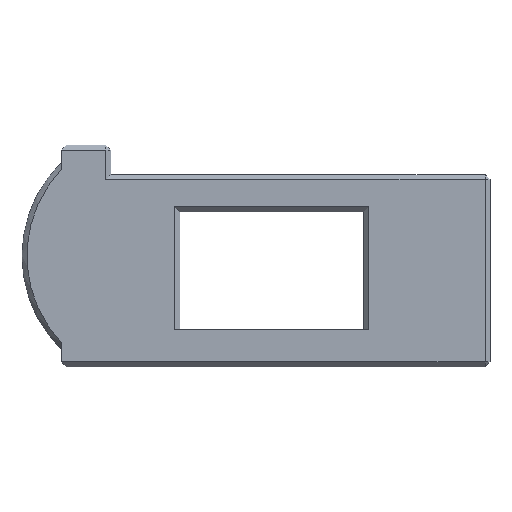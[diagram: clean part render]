
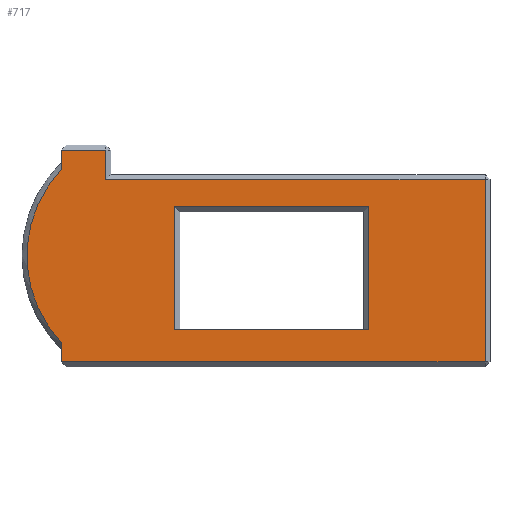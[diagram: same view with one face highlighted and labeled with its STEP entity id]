
A CAD part, left-side view. The second image highlights one B-rep face of the part: STEP entity #717.
In plain terms, the highlighted planar face has unit normal (-1, 0, 0).
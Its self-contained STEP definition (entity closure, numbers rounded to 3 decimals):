
#23=FACE_BOUND('',#114,.T.);
#26=CIRCLE('',#737,12.781);
#68=FACE_OUTER_BOUND('',#113,.T.);
#113=EDGE_LOOP('',(#608,#609,#610,#611,#612,#613,#614,#615));
#114=EDGE_LOOP('',(#616,#617,#618,#619));
#143=LINE('',#1013,#231);
#145=LINE('',#1017,#233);
#147=LINE('',#1021,#235);
#164=LINE('',#1078,#252);
#174=LINE('',#1099,#262);
#179=LINE('',#1109,#267);
#181=LINE('',#1112,#269);
#188=LINE('',#1125,#276);
#203=LINE('',#1150,#291);
#204=LINE('',#1155,#292);
#205=LINE('',#1156,#293);
#231=VECTOR('',#816,10.);
#233=VECTOR('',#820,10.);
#235=VECTOR('',#824,10.);
#252=VECTOR('',#865,10.);
#262=VECTOR('',#881,10.);
#267=VECTOR('',#890,10.);
#269=VECTOR('',#894,10.);
#276=VECTOR('',#909,10.);
#291=VECTOR('',#940,10.);
#292=VECTOR('',#949,10.);
#293=VECTOR('',#950,10.);
#313=VERTEX_POINT('',#1010);
#314=VERTEX_POINT('',#1012);
#315=VERTEX_POINT('',#1016);
#316=VERTEX_POINT('',#1020);
#318=VERTEX_POINT('',#1028);
#321=VERTEX_POINT('',#1035);
#331=VERTEX_POINT('',#1073);
#332=VERTEX_POINT('',#1077);
#336=VERTEX_POINT('',#1086);
#340=VERTEX_POINT('',#1098);
#343=VERTEX_POINT('',#1105);
#345=VERTEX_POINT('',#1124);
#374=EDGE_CURVE('',#313,#314,#143,.T.);
#376=EDGE_CURVE('',#314,#315,#145,.T.);
#378=EDGE_CURVE('',#315,#316,#147,.T.);
#385=EDGE_CURVE('',#321,#318,#26,.T.);
#402=EDGE_CURVE('',#332,#331,#164,.T.);
#412=EDGE_CURVE('',#331,#340,#174,.T.);
#417=EDGE_CURVE('',#340,#343,#179,.T.);
#419=EDGE_CURVE('',#343,#336,#181,.T.);
#426=EDGE_CURVE('',#336,#345,#188,.T.);
#441=EDGE_CURVE('',#332,#318,#203,.T.);
#442=EDGE_CURVE('',#321,#345,#204,.T.);
#443=EDGE_CURVE('',#313,#316,#205,.T.);
#608=ORIENTED_EDGE('',*,*,#442,.T.);
#609=ORIENTED_EDGE('',*,*,#426,.F.);
#610=ORIENTED_EDGE('',*,*,#419,.F.);
#611=ORIENTED_EDGE('',*,*,#417,.F.);
#612=ORIENTED_EDGE('',*,*,#412,.F.);
#613=ORIENTED_EDGE('',*,*,#402,.F.);
#614=ORIENTED_EDGE('',*,*,#441,.T.);
#615=ORIENTED_EDGE('',*,*,#385,.F.);
#616=ORIENTED_EDGE('',*,*,#443,.T.);
#617=ORIENTED_EDGE('',*,*,#378,.F.);
#618=ORIENTED_EDGE('',*,*,#376,.F.);
#619=ORIENTED_EDGE('',*,*,#374,.F.);
#673=PLANE('',#767);
#717=ADVANCED_FACE('',(#68,#23),#673,.T.);
#737=AXIS2_PLACEMENT_3D('',#1039,#834,#835);
#767=AXIS2_PLACEMENT_3D('',#1154,#947,#948);
#816=DIRECTION('',(0.,0.,1.));
#820=DIRECTION('',(0.,1.,0.));
#824=DIRECTION('',(0.,0.,-1.));
#834=DIRECTION('center_axis',(1.,0.,0.));
#835=DIRECTION('ref_axis',(0.,0.699,0.715));
#865=DIRECTION('',(0.,-1.,0.));
#881=DIRECTION('',(0.,0.,-1.));
#890=DIRECTION('',(0.,-1.,0.));
#894=DIRECTION('',(0.,0.,-1.));
#909=DIRECTION('',(0.,1.,0.));
#940=DIRECTION('',(0.,0.,-1.));
#947=DIRECTION('center_axis',(-1.,0.,0.));
#948=DIRECTION('ref_axis',(0.,0.,1.));
#949=DIRECTION('',(0.,0.,-1.));
#950=DIRECTION('',(0.,1.,0.));
#1010=CARTESIAN_POINT('',(-1.5,10.8,90.));
#1012=CARTESIAN_POINT('',(-1.5,10.8,102.5));
#1013=CARTESIAN_POINT('',(-1.5,10.8,99.75));
#1016=CARTESIAN_POINT('',(-1.5,30.5,102.5));
#1017=CARTESIAN_POINT('',(-1.5,26.125,102.5));
#1020=CARTESIAN_POINT('',(-1.5,30.5,90.));
#1021=CARTESIAN_POINT('',(-1.5,30.5,93.75));
#1028=CARTESIAN_POINT('',(-1.5,42.,106.287));
#1035=CARTESIAN_POINT('',(-1.5,42.,88.713));
#1039=CARTESIAN_POINT('Origin',(-1.5,32.719,97.5));
#1073=CARTESIAN_POINT('',(-1.5,37.5,108.25));
#1077=CARTESIAN_POINT('',(-1.5,42.,108.25));
#1078=CARTESIAN_POINT('',(-1.5,29.625,108.25));
#1086=CARTESIAN_POINT('',(-1.5,-1.,86.75));
#1098=CARTESIAN_POINT('',(-1.5,37.5,105.25));
#1099=CARTESIAN_POINT('',(-1.5,37.5,101.75));
#1105=CARTESIAN_POINT('',(-1.5,-1.,105.25));
#1109=CARTESIAN_POINT('',(-1.5,10.375,105.25));
#1112=CARTESIAN_POINT('',(-1.5,-1.,91.75));
#1124=CARTESIAN_POINT('',(-1.5,42.,86.75));
#1125=CARTESIAN_POINT('',(-1.5,32.125,86.75));
#1150=CARTESIAN_POINT('',(-1.5,42.,86.));
#1154=CARTESIAN_POINT('Origin',(-1.5,22.25,97.5));
#1155=CARTESIAN_POINT('',(-1.5,42.,86.));
#1156=CARTESIAN_POINT('',(-1.5,11.3,90.));
